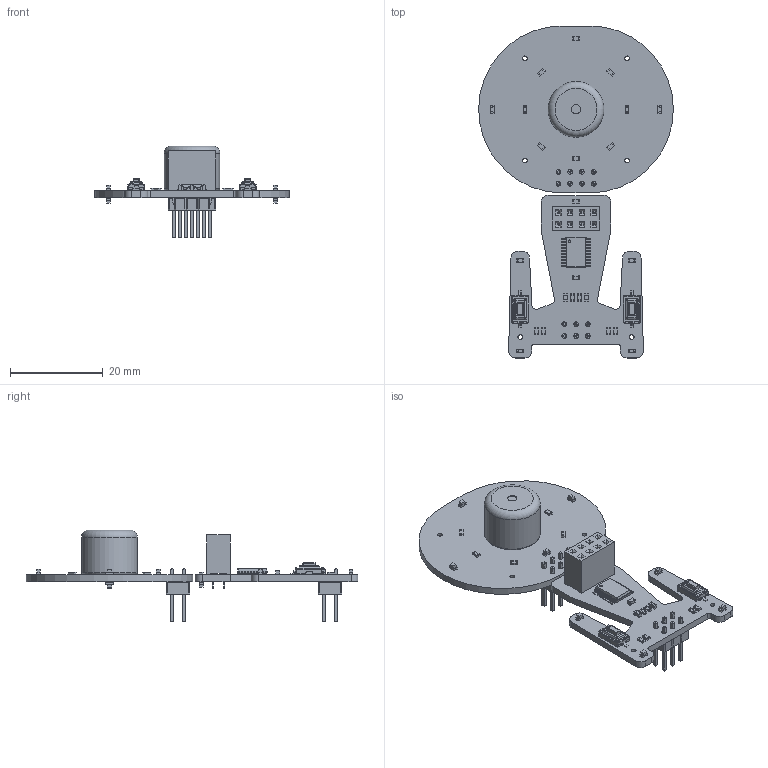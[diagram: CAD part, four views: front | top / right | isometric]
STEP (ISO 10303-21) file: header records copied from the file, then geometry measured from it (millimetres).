
FILE_DESCRIPTION(('KiCad electronic assembly'),'2;1');
FILE_NAME('ShinyAddOn.step','2025-03-06T13:14:34',('Pcbnew'),('Kicad'), 'Open CASCADE STEP processor 7.9','KiCad to STEP converter','Unknown' );
FILE_SCHEMA(('AUTOMOTIVE_DESIGN { 1 0 10303 214 1 1 1 1 }'));
Length unit declared in the file: millimetre
Products named in the file (12): ShinyAddOn 1; SW_Tactile_SPST_NO_Straight_CK_PTS636Sx25SMTRLFS; LED_0603_1608Metric; C_0603_1608Metric; R_0603_1608Metric; TSSOP-20_4.4x6.5mm_P0.65mm; Buzzer_12x9.5RM7.6; PinSocket_2x04_P2.54mm_Vertical; PinHeader_2x04_P2.54mm_Vertical; PinHeader_2x03_P2.54mm_Vertical; ShinyAddOn_PCB_1; ShinyAddOn_PCB_2
Assembly tree (36 placements, depth 2):
  ShinyAddOn 1
    SW_Tactile_SPST_NO_Straight_CK_PTS636Sx25SMTRLFS  x2
    LED_0603_1608Metric  x11
    C_0603_1608Metric  x3
    R_0603_1608Metric  x13
    TSSOP-20_4.4x6.5mm_P0.65mm
    Buzzer_12x9.5RM7.6
    PinSocket_2x04_P2.54mm_Vertical
    PinHeader_2x04_P2.54mm_Vertical
    PinHeader_2x03_P2.54mm_Vertical
    ShinyAddOn_PCB_1
    ShinyAddOn_PCB_2
Bounding box: 41.91 x 71.46 x 19.75 mm (x, y, z)
Volume: 4699.4 mm3; surface area: 6692.2 mm2
Topology: 44 solids, 44 shells, 2378 faces, 6117 edges, 3878 vertices
Faces by surface type: plane 1808, cylinder 482, bspline 68, sphere 16, torus 4
Full cylindrical faces by diameter (mm): 0.5 x1, 0.9 x2, 1 x30, 2 x2, 12 x1
Entity records: 47812 total; most frequent: CARTESIAN_POINT 7033, ORIENTED_EDGE 6478, DIRECTION 6171, EDGE_CURVE 3239, LINE 2723, VECTOR 2723, VERTEX_POINT 2042, AXIS2_PLACEMENT_3D 1724
